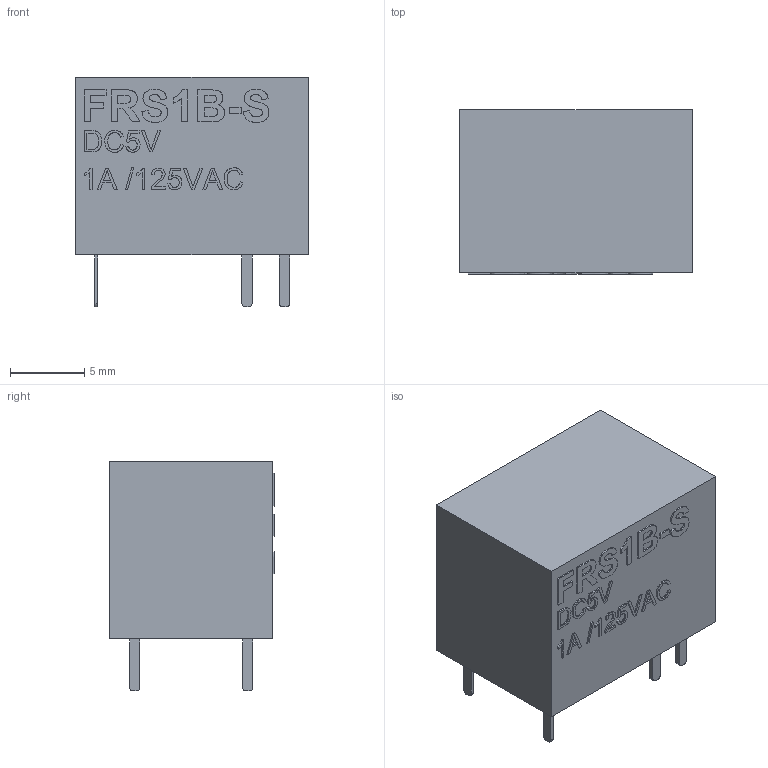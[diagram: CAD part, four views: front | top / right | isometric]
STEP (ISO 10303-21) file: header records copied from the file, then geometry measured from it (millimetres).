
FILE_DESCRIPTION(/* description */ (''),/* implementation_level */ '2;1');
FILE_NAME(/* name */ 'FRS1B-S 5V,1A,125VAC v3.step',/* time_stamp */ '2020-04-18T09:41:02+02:00',/* author */ (''),/* organization */ (''),/* preprocessor_version */ 'ST-DEVELOPER v18.1',/* originating_system */ 'Autodesk Translation Framework v9.2.0.1227',/* authorisation */ '');
FILE_SCHEMA (('AUTOMOTIVE_DESIGN { 1 0 10303 214 3 1 1 }'));
Length unit declared in the file: millimetre
Products named in the file (1): FRS1B-S 5V,1A,125VAC
Bounding box: 15.7 x 11.1 x 15.5 mm (x, y, z)
Volume: 2078.7 mm3; surface area: 1042.2 mm2
Topology: 1 solids, 1 shells, 414 faces, 1140 edges, 760 vertices
Faces by surface type: bspline 219, plane 183, cylinder 12
Entity records: 15214 total; most frequent: CARTESIAN_POINT 6038, ORIENTED_EDGE 2280, EDGE_CURVE 1140, DIRECTION 1118, VERTEX_POINT 760, LINE 678, VECTOR 678, EDGE_LOOP 446
